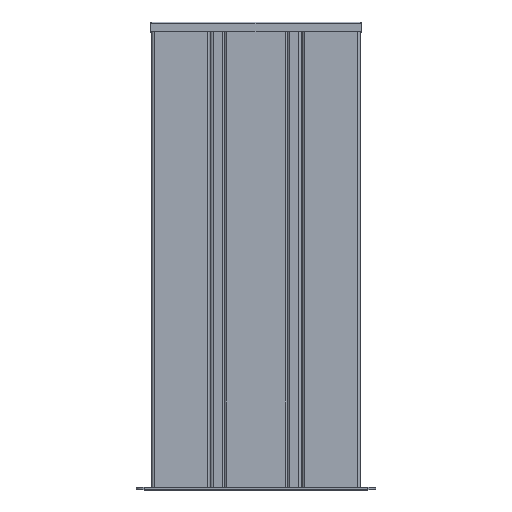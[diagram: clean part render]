
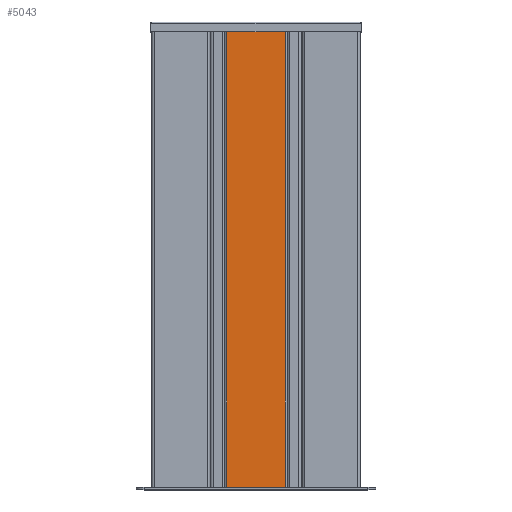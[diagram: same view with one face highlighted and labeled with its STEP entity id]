
A CAD part, top view. The second image highlights one B-rep face of the part: STEP entity #5043.
In plain terms, the highlighted face is planar.
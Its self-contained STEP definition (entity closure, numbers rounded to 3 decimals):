
#125 = VERTEX_POINT ( 'NONE', #2512 ) ;
#254 = VERTEX_POINT ( 'NONE', #2654 ) ;
#444 = DIRECTION ( 'NONE',  ( -1., 0., 0. ) ) ;
#798 = EDGE_CURVE ( 'NONE', #1084, #254, #5822, .T. ) ;
#807 = DIRECTION ( 'NONE',  ( 0., 0., -1. ) ) ;
#1011 = VECTOR ( 'NONE', #4874, 1000. ) ;
#1084 = VERTEX_POINT ( 'NONE', #2427 ) ;
#1317 = VECTOR ( 'NONE', #444, 1000. ) ;
#1420 = EDGE_CURVE ( 'NONE', #1084, #125, #6066, .T. ) ;
#1863 = CARTESIAN_POINT ( 'NONE',  ( -35.25, 0., 277.5 ) ) ;
#2427 = CARTESIAN_POINT ( 'NONE',  ( 35.25, 0., 277.5 ) ) ;
#2512 = CARTESIAN_POINT ( 'NONE',  ( -35.25, 0., 277.5 ) ) ;
#2654 = CARTESIAN_POINT ( 'NONE',  ( 35.25, 0., -277.5 ) ) ;
#2677 = DIRECTION ( 'NONE',  ( -1., 0., 0. ) ) ;
#2761 = CARTESIAN_POINT ( 'NONE',  ( -35.25, 0., 277.5 ) ) ;
#3042 = CARTESIAN_POINT ( 'NONE',  ( -35.25, 0., 277.5 ) ) ;
#3194 = VERTEX_POINT ( 'NONE', #3768 ) ;
#3263 = PLANE ( 'NONE',  #4122 ) ;
#3636 = ORIENTED_EDGE ( 'NONE', *, *, #5169, .T. ) ;
#3768 = CARTESIAN_POINT ( 'NONE',  ( -35.25, 0., -277.5 ) ) ;
#3797 = DIRECTION ( 'NONE',  ( 0., -1., 0. ) ) ;
#3912 = CARTESIAN_POINT ( 'NONE',  ( -35.25, 0., -277.5 ) ) ;
#3961 = FACE_OUTER_BOUND ( 'NONE', #4082, .T. ) ;
#4082 = EDGE_LOOP ( 'NONE', ( #3636, #5485, #6142, #6305 ) ) ;
#4095 = EDGE_CURVE ( 'NONE', #125, #3194, #6284, .T. ) ;
#4122 = AXIS2_PLACEMENT_3D ( 'NONE', #2761, #3797, #807 ) ;
#4778 = DIRECTION ( 'NONE',  ( 0., 0., -1. ) ) ;
#4844 = VECTOR ( 'NONE', #4778, 1000. ) ;
#4874 = DIRECTION ( 'NONE',  ( 0., 0., -1. ) ) ;
#5043 = ADVANCED_FACE ( 'NONE', ( #3961 ), #3263, .F. ) ;
#5167 = LINE ( 'NONE', #3912, #1317 ) ;
#5169 = EDGE_CURVE ( 'NONE', #254, #3194, #5167, .T. ) ;
#5485 = ORIENTED_EDGE ( 'NONE', *, *, #4095, .F. ) ;
#5615 = VECTOR ( 'NONE', #2677, 1000. ) ;
#5822 = LINE ( 'NONE', #5881, #4844 ) ;
#5881 = CARTESIAN_POINT ( 'NONE',  ( 35.25, 0., 277.5 ) ) ;
#6066 = LINE ( 'NONE', #1863, #5615 ) ;
#6142 = ORIENTED_EDGE ( 'NONE', *, *, #1420, .F. ) ;
#6284 = LINE ( 'NONE', #3042, #1011 ) ;
#6305 = ORIENTED_EDGE ( 'NONE', *, *, #798, .T. ) ;
